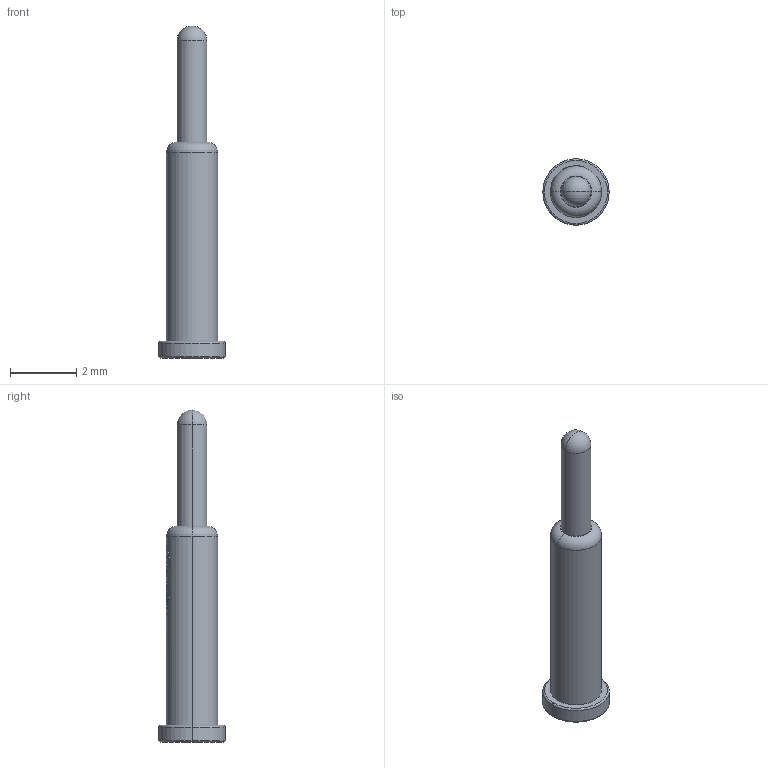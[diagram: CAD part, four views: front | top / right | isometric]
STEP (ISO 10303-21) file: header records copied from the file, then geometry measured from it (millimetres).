
FILE_DESCRIPTION (( 'STEP AP214' ), '1' );
FILE_NAME ('SMD-1_BD2.0-H10.0.STEP', '2022-09-06T00:20:12', ( 'PC' ), ( 'Microsoft' ), 'SwSTEP 2.0', 'SolidWorks 2020', '' );
FILE_SCHEMA (( 'AUTOMOTIVE_DESIGN' ));
Length unit declared in the file: millimetre
Products named in the file (1): SMD-1_BD2.0-H10.0
Bounding box: 2 x 2 x 10 mm (x, y, z)
Volume: 14.8 mm3; surface area: 46.9 mm2
Topology: 1 solids, 1 shells, 236 faces, 636 edges, 421 vertices
Faces by surface type: bspline 161, plane 42, cylinder 25, torus 6, sphere 2
Entity records: 12342 total; most frequent: CARTESIAN_POINT 5457, ORIENTED_EDGE 1264, EDGE_CURVE 632, B_SPLINE_CURVE_WITH_KNOTS 600, VERTEX_POINT 419, EDGE_LOOP 257, UNCERTAINTY_MEASURE_WITH_UNIT 239, SURFACE_STYLE_FILL_AREA 238
